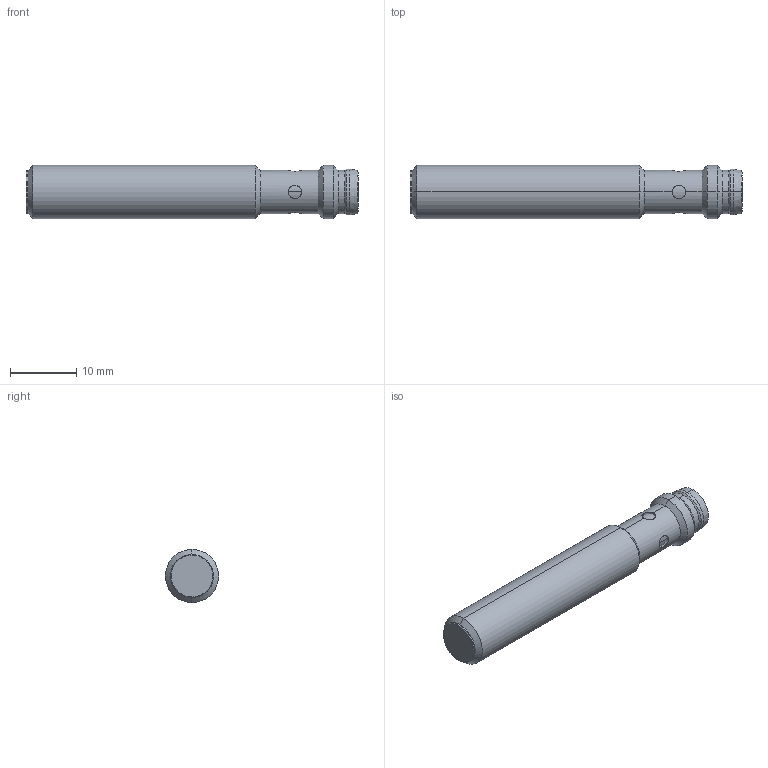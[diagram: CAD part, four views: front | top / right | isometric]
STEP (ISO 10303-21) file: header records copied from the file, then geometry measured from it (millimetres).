
FILE_DESCRIPTION (( 'STEP AP214' ), '1' );
FILE_NAME ('AE1-AP-3F.step', '2018-04-12T18:54:08', ( '' ), ( '' ), 'SwSTEP 2.0', 'SolidWorks 2017', '' );
FILE_SCHEMA (( 'AUTOMOTIVE_DESIGN' ));
Length unit declared in the file: inch
Products named in the file (1): AE1-AP-3F
Bounding box: 50 x 8 x 8 mm (x, y, z)
Volume: 2337.7 mm3; surface area: 1673.6 mm2
Topology: 3 solids, 3 shells, 61 faces, 138 edges, 83 vertices
Faces by surface type: cylinder 30, cone 12, plane 11, bspline 8
Entity records: 2739 total; most frequent: CARTESIAN_POINT 543, DIRECTION 300, ORIENTED_EDGE 264, EDGE_CURVE 132, AXIS2_PLACEMENT_3D 128, VERTEX_POINT 83, CIRCLE 74, EDGE_LOOP 67
